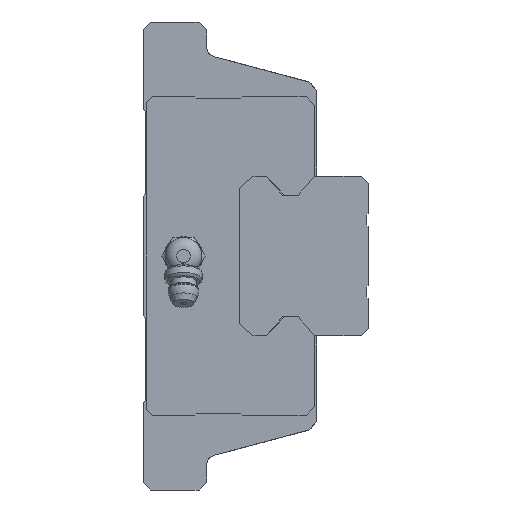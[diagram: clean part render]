
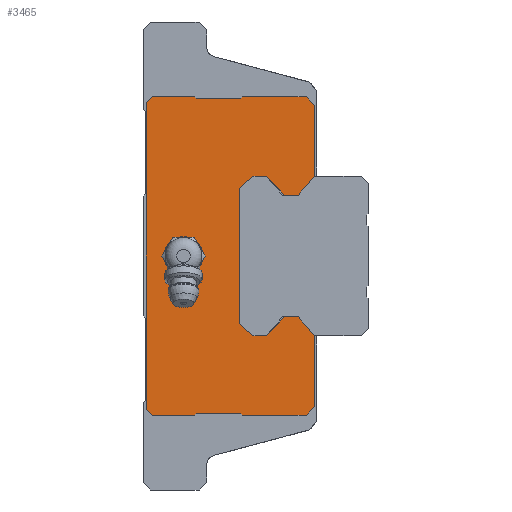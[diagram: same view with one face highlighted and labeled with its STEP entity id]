
A CAD part, left-side view. The second image highlights one B-rep face of the part: STEP entity #3465.
In plain terms, the highlighted planar face has unit normal (-1, 0, 0).
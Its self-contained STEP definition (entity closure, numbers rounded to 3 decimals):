
#803=ORIENTED_EDGE('',*,*,#1419,.F.);
#804=ORIENTED_EDGE('',*,*,#1473,.F.);
#805=ORIENTED_EDGE('',*,*,#1471,.F.);
#806=ORIENTED_EDGE('',*,*,#1469,.F.);
#807=ORIENTED_EDGE('',*,*,#1467,.F.);
#808=ORIENTED_EDGE('',*,*,#1465,.F.);
#809=ORIENTED_EDGE('',*,*,#1463,.F.);
#810=ORIENTED_EDGE('',*,*,#1461,.F.);
#811=ORIENTED_EDGE('',*,*,#1459,.F.);
#812=ORIENTED_EDGE('',*,*,#1457,.F.);
#813=ORIENTED_EDGE('',*,*,#1455,.F.);
#814=ORIENTED_EDGE('',*,*,#1453,.F.);
#815=ORIENTED_EDGE('',*,*,#1451,.F.);
#816=ORIENTED_EDGE('',*,*,#1449,.F.);
#817=ORIENTED_EDGE('',*,*,#1447,.F.);
#818=ORIENTED_EDGE('',*,*,#1445,.F.);
#819=ORIENTED_EDGE('',*,*,#1443,.F.);
#820=ORIENTED_EDGE('',*,*,#1441,.F.);
#821=ORIENTED_EDGE('',*,*,#1439,.F.);
#822=ORIENTED_EDGE('',*,*,#1437,.F.);
#823=ORIENTED_EDGE('',*,*,#1435,.F.);
#824=ORIENTED_EDGE('',*,*,#1433,.F.);
#825=ORIENTED_EDGE('',*,*,#1431,.F.);
#826=ORIENTED_EDGE('',*,*,#1429,.F.);
#827=ORIENTED_EDGE('',*,*,#1427,.F.);
#828=ORIENTED_EDGE('',*,*,#1425,.F.);
#829=ORIENTED_EDGE('',*,*,#1423,.F.);
#830=ORIENTED_EDGE('',*,*,#1421,.F.);
#831=ORIENTED_EDGE('',*,*,#1474,.T.);
#832=ORIENTED_EDGE('',*,*,#1475,.T.);
#833=ORIENTED_EDGE('',*,*,#1476,.T.);
#834=ORIENTED_EDGE('',*,*,#1477,.T.);
#835=ORIENTED_EDGE('',*,*,#1478,.T.);
#836=ORIENTED_EDGE('',*,*,#1479,.T.);
#1419=EDGE_CURVE('',#1823,#1824,#2191,.T.);
#1421=EDGE_CURVE('',#1824,#1825,#2193,.T.);
#1423=EDGE_CURVE('',#1825,#1826,#2195,.T.);
#1425=EDGE_CURVE('',#1826,#1827,#2197,.T.);
#1427=EDGE_CURVE('',#1827,#1828,#2199,.T.);
#1429=EDGE_CURVE('',#1828,#1829,#2201,.T.);
#1431=EDGE_CURVE('',#1829,#1830,#2203,.T.);
#1433=EDGE_CURVE('',#1830,#1831,#2205,.T.);
#1435=EDGE_CURVE('',#1831,#1832,#2207,.T.);
#1437=EDGE_CURVE('',#1832,#1833,#2209,.T.);
#1439=EDGE_CURVE('',#1833,#1834,#2211,.T.);
#1441=EDGE_CURVE('',#1834,#1835,#2213,.T.);
#1443=EDGE_CURVE('',#1835,#1836,#2215,.T.);
#1445=EDGE_CURVE('',#1836,#1837,#2217,.T.);
#1447=EDGE_CURVE('',#1837,#1838,#2219,.T.);
#1449=EDGE_CURVE('',#1838,#1839,#2221,.T.);
#1451=EDGE_CURVE('',#1839,#1840,#2223,.T.);
#1453=EDGE_CURVE('',#1840,#1841,#2225,.T.);
#1455=EDGE_CURVE('',#1841,#1842,#2227,.T.);
#1457=EDGE_CURVE('',#1842,#1843,#2229,.T.);
#1459=EDGE_CURVE('',#1843,#1844,#2231,.T.);
#1461=EDGE_CURVE('',#1844,#1845,#2233,.T.);
#1463=EDGE_CURVE('',#1845,#1846,#2235,.T.);
#1465=EDGE_CURVE('',#1846,#1847,#2237,.T.);
#1467=EDGE_CURVE('',#1847,#1848,#2239,.T.);
#1469=EDGE_CURVE('',#1848,#1849,#2241,.T.);
#1471=EDGE_CURVE('',#1849,#1850,#2243,.T.);
#1473=EDGE_CURVE('',#1850,#1823,#2245,.T.);
#1474=EDGE_CURVE('',#1851,#1852,#2246,.T.);
#1475=EDGE_CURVE('',#1852,#1853,#2247,.T.);
#1476=EDGE_CURVE('',#1853,#1854,#2248,.T.);
#1477=EDGE_CURVE('',#1854,#1855,#2249,.T.);
#1478=EDGE_CURVE('',#1855,#1856,#2250,.T.);
#1479=EDGE_CURVE('',#1856,#1851,#2251,.T.);
#1823=VERTEX_POINT('',#5360);
#1824=VERTEX_POINT('',#5362);
#1825=VERTEX_POINT('',#5366);
#1826=VERTEX_POINT('',#5370);
#1827=VERTEX_POINT('',#5374);
#1828=VERTEX_POINT('',#5378);
#1829=VERTEX_POINT('',#5382);
#1830=VERTEX_POINT('',#5386);
#1831=VERTEX_POINT('',#5390);
#1832=VERTEX_POINT('',#5394);
#1833=VERTEX_POINT('',#5398);
#1834=VERTEX_POINT('',#5402);
#1835=VERTEX_POINT('',#5406);
#1836=VERTEX_POINT('',#5410);
#1837=VERTEX_POINT('',#5414);
#1838=VERTEX_POINT('',#5418);
#1839=VERTEX_POINT('',#5422);
#1840=VERTEX_POINT('',#5426);
#1841=VERTEX_POINT('',#5430);
#1842=VERTEX_POINT('',#5434);
#1843=VERTEX_POINT('',#5438);
#1844=VERTEX_POINT('',#5442);
#1845=VERTEX_POINT('',#5446);
#1846=VERTEX_POINT('',#5450);
#1847=VERTEX_POINT('',#5454);
#1848=VERTEX_POINT('',#5458);
#1849=VERTEX_POINT('',#5462);
#1850=VERTEX_POINT('',#5466);
#1851=VERTEX_POINT('',#5472);
#1852=VERTEX_POINT('',#5473);
#1853=VERTEX_POINT('',#5475);
#1854=VERTEX_POINT('',#5477);
#1855=VERTEX_POINT('',#5479);
#1856=VERTEX_POINT('',#5481);
#2191=LINE('',#5361,#2591);
#2193=LINE('',#5365,#2593);
#2195=LINE('',#5369,#2595);
#2197=LINE('',#5373,#2597);
#2199=LINE('',#5377,#2599);
#2201=LINE('',#5381,#2601);
#2203=LINE('',#5385,#2603);
#2205=LINE('',#5389,#2605);
#2207=LINE('',#5393,#2607);
#2209=LINE('',#5397,#2609);
#2211=LINE('',#5401,#2611);
#2213=LINE('',#5405,#2613);
#2215=LINE('',#5409,#2615);
#2217=LINE('',#5413,#2617);
#2219=LINE('',#5417,#2619);
#2221=LINE('',#5421,#2621);
#2223=LINE('',#5425,#2623);
#2225=LINE('',#5429,#2625);
#2227=LINE('',#5433,#2627);
#2229=LINE('',#5437,#2629);
#2231=LINE('',#5441,#2631);
#2233=LINE('',#5445,#2633);
#2235=LINE('',#5449,#2635);
#2237=LINE('',#5453,#2637);
#2239=LINE('',#5457,#2639);
#2241=LINE('',#5461,#2641);
#2243=LINE('',#5465,#2643);
#2245=LINE('',#5469,#2645);
#2246=LINE('',#5471,#2646);
#2247=LINE('',#5474,#2647);
#2248=LINE('',#5476,#2648);
#2249=LINE('',#5478,#2649);
#2250=LINE('',#5480,#2650);
#2251=LINE('',#5482,#2651);
#2591=VECTOR('',#4299,1000.);
#2593=VECTOR('',#4303,1000.);
#2595=VECTOR('',#4307,1000.);
#2597=VECTOR('',#4311,1000.);
#2599=VECTOR('',#4315,1000.);
#2601=VECTOR('',#4319,1000.);
#2603=VECTOR('',#4323,1000.);
#2605=VECTOR('',#4327,1000.);
#2607=VECTOR('',#4331,1000.);
#2609=VECTOR('',#4335,1000.);
#2611=VECTOR('',#4339,1000.);
#2613=VECTOR('',#4343,1000.);
#2615=VECTOR('',#4347,1000.);
#2617=VECTOR('',#4351,1000.);
#2619=VECTOR('',#4355,1000.);
#2621=VECTOR('',#4359,1000.);
#2623=VECTOR('',#4363,1000.);
#2625=VECTOR('',#4367,1000.);
#2627=VECTOR('',#4371,1000.);
#2629=VECTOR('',#4375,1000.);
#2631=VECTOR('',#4379,1000.);
#2633=VECTOR('',#4383,1000.);
#2635=VECTOR('',#4387,1000.);
#2637=VECTOR('',#4391,1000.);
#2639=VECTOR('',#4395,1000.);
#2641=VECTOR('',#4399,1000.);
#2643=VECTOR('',#4403,1000.);
#2645=VECTOR('',#4407,1000.);
#2646=VECTOR('',#4410,1000.);
#2647=VECTOR('',#4411,1000.);
#2648=VECTOR('',#4412,1000.);
#2649=VECTOR('',#4413,1000.);
#2650=VECTOR('',#4414,1000.);
#2651=VECTOR('',#4415,1000.);
#2880=EDGE_LOOP('',(#803,#804,#805,#806,#807,#808,#809,#810,#811,#812,#813,
#814,#815,#816,#817,#818,#819,#820,#821,#822,#823,#824,#825,#826,#827,#828,
#829,#830));
#2881=EDGE_LOOP('',(#831,#832,#833,#834,#835,#836));
#3105=FACE_BOUND('',#2880,.T.);
#3106=FACE_BOUND('',#2881,.T.);
#3298=PLANE('',#3711);
#3465=ADVANCED_FACE('',(#3105,#3106),#3298,.F.);
#3711=AXIS2_PLACEMENT_3D('',#5470,#4408,#4409);
#4299=DIRECTION('',(0.,-0.707,0.707));
#4303=DIRECTION('',(0.,-1.,0.));
#4307=DIRECTION('',(0.,-0.707,-0.707));
#4311=DIRECTION('',(0.,-1.,0.));
#4315=DIRECTION('',(0.,-0.707,0.707));
#4319=DIRECTION('',(0.,-1.,0.));
#4323=DIRECTION('',(0.,-0.707,-0.707));
#4327=DIRECTION('',(0.,0.,-1.));
#4331=DIRECTION('',(0.,0.659,-0.753));
#4335=DIRECTION('',(0.,1.,0.));
#4339=DIRECTION('',(0.,0.689,0.725));
#4343=DIRECTION('',(0.,1.,0.));
#4347=DIRECTION('',(0.,0.752,-0.659));
#4351=DIRECTION('',(0.,0.,-1.));
#4355=DIRECTION('',(0.,-0.752,-0.659));
#4359=DIRECTION('',(0.,-1.,0.));
#4363=DIRECTION('',(0.,-0.689,0.725));
#4367=DIRECTION('',(0.,-1.,0.));
#4371=DIRECTION('',(0.,-0.659,-0.753));
#4375=DIRECTION('',(0.,0.,-1.));
#4379=DIRECTION('',(0.,0.707,-0.707));
#4383=DIRECTION('',(0.,1.,0.));
#4387=DIRECTION('',(0.,0.707,0.707));
#4391=DIRECTION('',(0.,1.,0.));
#4395=DIRECTION('',(0.,0.707,-0.707));
#4399=DIRECTION('',(0.,1.,0.));
#4403=DIRECTION('',(0.,0.707,0.707));
#4407=DIRECTION('',(0.,0.,1.));
#4408=DIRECTION('',(1.,0.,0.));
#4409=DIRECTION('',(0.,0.,-1.));
#4410=DIRECTION('',(0.,1.,0.));
#4411=DIRECTION('',(0.,0.5,0.866));
#4412=DIRECTION('',(0.,-0.5,0.866));
#4413=DIRECTION('',(0.,-1.,0.));
#4414=DIRECTION('',(0.,-0.5,-0.866));
#4415=DIRECTION('',(0.,0.5,-0.866));
#5360=CARTESIAN_POINT('',(-53.25,-0.5,32.7));
#5361=CARTESIAN_POINT('',(-53.25,-0.5,32.7));
#5362=CARTESIAN_POINT('',(-53.25,-1.8,34.));
#5365=CARTESIAN_POINT('',(-53.25,-1.8,34.));
#5366=CARTESIAN_POINT('',(-53.25,-10.89,34.));
#5369=CARTESIAN_POINT('',(-53.25,-10.89,34.));
#5370=CARTESIAN_POINT('',(-53.25,-11.29,33.6));
#5373=CARTESIAN_POINT('',(-53.25,-11.29,33.6));
#5374=CARTESIAN_POINT('',(-53.25,-20.7,33.6));
#5377=CARTESIAN_POINT('',(-53.25,-20.7,33.6));
#5378=CARTESIAN_POINT('',(-53.25,-21.1,34.));
#5381=CARTESIAN_POINT('',(-53.25,-21.1,34.));
#5382=CARTESIAN_POINT('',(-53.25,-34.7,34.));
#5385=CARTESIAN_POINT('',(-53.25,-34.7,34.));
#5386=CARTESIAN_POINT('',(-53.25,-36.5,32.2));
#5389=CARTESIAN_POINT('',(-53.25,-36.5,32.2));
#5390=CARTESIAN_POINT('',(-53.25,-36.5,17.));
#5393=CARTESIAN_POINT('',(-53.25,-36.5,17.));
#5394=CARTESIAN_POINT('',(-53.25,-33.,13.));
#5397=CARTESIAN_POINT('',(-53.25,-33.,13.));
#5398=CARTESIAN_POINT('',(-53.25,-30.,13.));
#5401=CARTESIAN_POINT('',(-53.25,-30.,13.));
#5402=CARTESIAN_POINT('',(-53.25,-26.2,17.));
#5405=CARTESIAN_POINT('',(-53.25,-26.2,17.));
#5406=CARTESIAN_POINT('',(-53.25,-23.35,17.));
#5409=CARTESIAN_POINT('',(-53.25,-23.35,17.));
#5410=CARTESIAN_POINT('',(-53.25,-20.5,14.5));
#5413=CARTESIAN_POINT('',(-53.25,-20.5,14.5));
#5414=CARTESIAN_POINT('',(-53.25,-20.5,-14.5));
#5417=CARTESIAN_POINT('',(-53.25,-20.5,-14.5));
#5418=CARTESIAN_POINT('',(-53.25,-23.35,-17.));
#5421=CARTESIAN_POINT('',(-53.25,-23.35,-17.));
#5422=CARTESIAN_POINT('',(-53.25,-26.2,-17.));
#5425=CARTESIAN_POINT('',(-53.25,-26.2,-17.));
#5426=CARTESIAN_POINT('',(-53.25,-30.,-13.));
#5429=CARTESIAN_POINT('',(-53.25,-30.,-13.));
#5430=CARTESIAN_POINT('',(-53.25,-33.,-13.));
#5433=CARTESIAN_POINT('',(-53.25,-33.,-13.));
#5434=CARTESIAN_POINT('',(-53.25,-36.5,-17.));
#5437=CARTESIAN_POINT('',(-53.25,-36.5,-17.));
#5438=CARTESIAN_POINT('',(-53.25,-36.5,-32.2));
#5441=CARTESIAN_POINT('',(-53.25,-36.5,-32.2));
#5442=CARTESIAN_POINT('',(-53.25,-34.7,-34.));
#5445=CARTESIAN_POINT('',(-53.25,-34.7,-34.));
#5446=CARTESIAN_POINT('',(-53.25,-21.1,-34.));
#5449=CARTESIAN_POINT('',(-53.25,-21.1,-34.));
#5450=CARTESIAN_POINT('',(-53.25,-20.7,-33.6));
#5453=CARTESIAN_POINT('',(-53.25,-20.7,-33.6));
#5454=CARTESIAN_POINT('',(-53.25,-11.29,-33.6));
#5457=CARTESIAN_POINT('',(-53.25,-11.29,-33.6));
#5458=CARTESIAN_POINT('',(-53.25,-10.89,-34.));
#5461=CARTESIAN_POINT('',(-53.25,-10.89,-34.));
#5462=CARTESIAN_POINT('',(-53.25,-1.8,-34.));
#5465=CARTESIAN_POINT('',(-53.25,-1.8,-34.));
#5466=CARTESIAN_POINT('',(-53.25,-0.5,-32.7));
#5469=CARTESIAN_POINT('',(-53.25,-0.5,-32.7));
#5470=CARTESIAN_POINT('',(-53.25,0.,0.));
#5471=CARTESIAN_POINT('',(-53.25,-10.809,-4.));
#5472=CARTESIAN_POINT('',(-53.25,-10.809,-4.));
#5473=CARTESIAN_POINT('',(-53.25,-6.191,-4.));
#5474=CARTESIAN_POINT('',(-53.25,-6.191,-4.));
#5475=CARTESIAN_POINT('',(-53.25,-3.881,0.));
#5476=CARTESIAN_POINT('',(-53.25,-3.881,0.));
#5477=CARTESIAN_POINT('',(-53.25,-6.191,4.));
#5478=CARTESIAN_POINT('',(-53.25,-6.191,4.));
#5479=CARTESIAN_POINT('',(-53.25,-10.809,4.));
#5480=CARTESIAN_POINT('',(-53.25,-10.809,4.));
#5481=CARTESIAN_POINT('',(-53.25,-13.119,0.));
#5482=CARTESIAN_POINT('',(-53.25,-13.119,0.));
